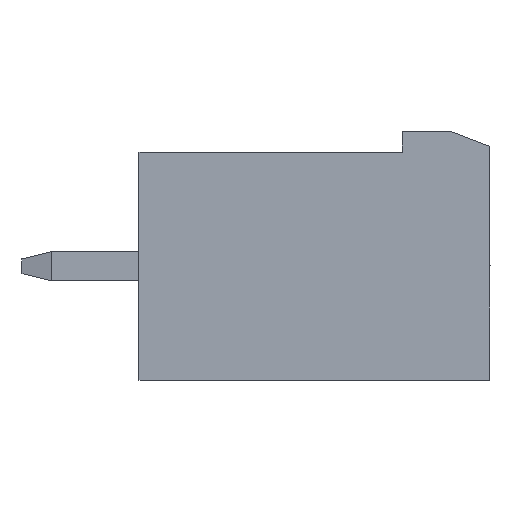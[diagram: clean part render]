
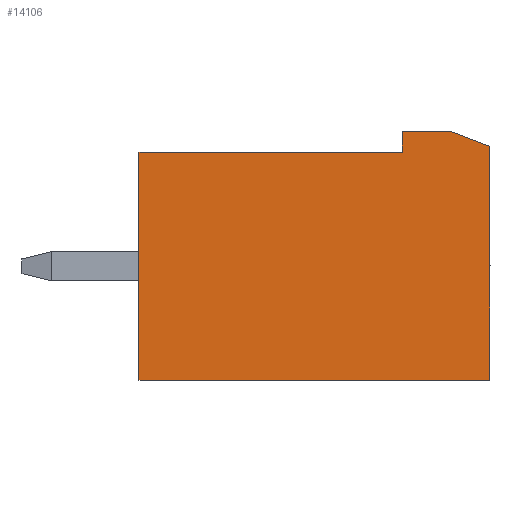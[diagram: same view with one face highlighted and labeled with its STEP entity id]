
A CAD part, left-side view. The second image highlights one B-rep face of the part: STEP entity #14106.
In plain terms, the highlighted planar face has unit normal (-1, 0, 0).
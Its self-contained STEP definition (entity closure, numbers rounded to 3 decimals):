
#16=DIRECTION('',(0.,1.,0.));
#17=VECTOR('',#16,12.);
#18=CARTESIAN_POINT('',(-6.15,0.,-3.9));
#19=LINE('',#18,#17);
#20=DIRECTION('',(0.,0.,1.));
#21=VECTOR('',#20,7.8);
#22=CARTESIAN_POINT('',(-6.15,12.,-3.9));
#23=LINE('',#22,#21);
#24=DIRECTION('',(0.,1.,0.));
#25=VECTOR('',#24,9.);
#26=CARTESIAN_POINT('',(-6.15,3.,3.9));
#27=LINE('',#26,#25);
#28=DIRECTION('',(0.,0.,-1.));
#29=VECTOR('',#28,0.7);
#30=CARTESIAN_POINT('',(-6.15,3.,4.6));
#31=LINE('',#30,#29);
#32=DIRECTION('',(0.,-1.,0.));
#33=VECTOR('',#32,1.7);
#34=CARTESIAN_POINT('',(-6.15,3.,4.6));
#35=LINE('',#34,#33);
#36=DIRECTION('',(0.,0.933,0.359));
#37=VECTOR('',#36,1.393);
#38=CARTESIAN_POINT('',(-6.15,0.,4.1));
#39=LINE('',#38,#37);
#40=DIRECTION('',(0.,0.,-1.));
#41=VECTOR('',#40,8.);
#42=CARTESIAN_POINT('',(-6.15,0.,4.1));
#43=LINE('',#42,#41);
#12311=CARTESIAN_POINT('',(-6.15,0.,-3.9));
#12312=CARTESIAN_POINT('',(-6.15,12.,-3.9));
#12313=VERTEX_POINT('',#12311);
#12314=VERTEX_POINT('',#12312);
#12315=CARTESIAN_POINT('',(-6.15,12.,3.9));
#12316=VERTEX_POINT('',#12315);
#12317=CARTESIAN_POINT('',(-6.15,3.,4.6));
#12318=CARTESIAN_POINT('',(-6.15,1.3,4.6));
#12319=VERTEX_POINT('',#12317);
#12320=VERTEX_POINT('',#12318);
#12321=CARTESIAN_POINT('',(-6.15,0.,4.1));
#12322=VERTEX_POINT('',#12321);
#12323=CARTESIAN_POINT('',(-6.15,3.,3.9));
#12324=VERTEX_POINT('',#12323);
#14085=CARTESIAN_POINT('',(-6.15,15.406,-12.65));
#14086=DIRECTION('',(-1.,0.,0.));
#14087=DIRECTION('',(0.,-1.,0.));
#14088=AXIS2_PLACEMENT_3D('',#14085,#14086,#14087);
#14089=PLANE('',#14088);
#14091=ORIENTED_EDGE('',*,*,#14090,.T.);
#14093=ORIENTED_EDGE('',*,*,#14092,.T.);
#14095=ORIENTED_EDGE('',*,*,#14094,.F.);
#14097=ORIENTED_EDGE('',*,*,#14096,.F.);
#14099=ORIENTED_EDGE('',*,*,#14098,.T.);
#14101=ORIENTED_EDGE('',*,*,#14100,.F.);
#14103=ORIENTED_EDGE('',*,*,#14102,.T.);
#14104=EDGE_LOOP('',(#14091,#14093,#14095,#14097,#14099,#14101,#14103));
#14105=FACE_OUTER_BOUND('',#14104,.F.);
#14106=ADVANCED_FACE('',(#14105),#14089,.T.);
#14090=EDGE_CURVE('',#12313,#12314,#19,.T.);
#14092=EDGE_CURVE('',#12314,#12316,#23,.T.);
#14094=EDGE_CURVE('',#12324,#12316,#27,.T.);
#14096=EDGE_CURVE('',#12319,#12324,#31,.T.);
#14098=EDGE_CURVE('',#12319,#12320,#35,.T.);
#14100=EDGE_CURVE('',#12322,#12320,#39,.T.);
#14102=EDGE_CURVE('',#12322,#12313,#43,.T.);
